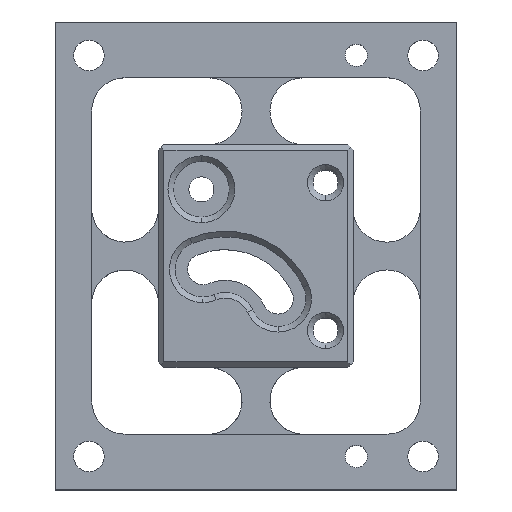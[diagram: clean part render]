
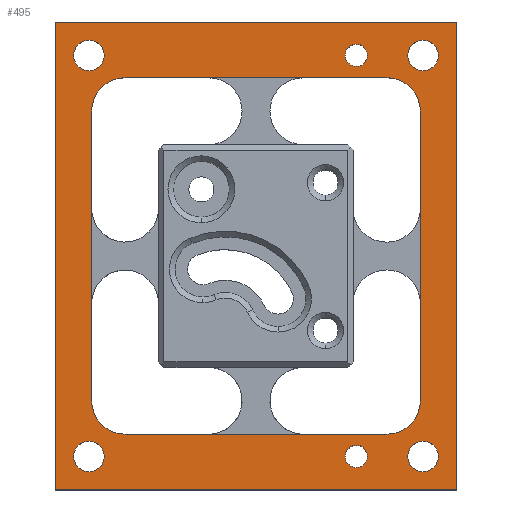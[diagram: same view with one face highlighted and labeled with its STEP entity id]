
A CAD part, top view. The second image highlights one B-rep face of the part: STEP entity #495.
In plain terms, the highlighted planar face has unit normal (0, 0, 1).
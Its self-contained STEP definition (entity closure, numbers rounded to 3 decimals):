
#495=ADVANCED_FACE('',(#1527,#1528,#1529,#1530,#1531,#1532,#1533,#1534),
 #609,.T.);
#609=PLANE('',#3906);
#663=LINE('',#5363,#1095);
#664=LINE('',#5368,#1096);
#665=LINE('',#5372,#1097);
#666=LINE('',#5376,#1098);
#667=LINE('',#5379,#1099);
#668=LINE('',#5382,#1100);
#669=LINE('',#5384,#1101);
#670=LINE('',#5386,#1102);
#1095=VECTOR('',#4254,1.);
#1096=VECTOR('',#4257,1.);
#1097=VECTOR('',#4260,1.);
#1098=VECTOR('',#4263,1.);
#1099=VECTOR('',#4266,1.);
#1100=VECTOR('',#4267,1.);
#1101=VECTOR('',#4268,1.);
#1102=VECTOR('',#4269,1.);
#1527=FACE_BOUND('',#1559,.T.);
#1528=FACE_BOUND('',#1560,.T.);
#1529=FACE_BOUND('',#1561,.T.);
#1530=FACE_BOUND('',#1562,.T.);
#1531=FACE_BOUND('',#1563,.T.);
#1532=FACE_BOUND('',#1564,.T.);
#1533=FACE_BOUND('',#1565,.T.);
#1534=FACE_BOUND('',#1566,.T.);
#1559=EDGE_LOOP('',(#1697,#1698));
#1560=EDGE_LOOP('',(#1699,#1700));
#1561=EDGE_LOOP('',(#1701,#1702));
#1562=EDGE_LOOP('',(#1703,#1704));
#1563=EDGE_LOOP('',(#1705,#1706));
#1564=EDGE_LOOP('',(#1707,#1708));
#1565=EDGE_LOOP('',(#1709,#1710,#1711,#1712,#1713,#1714,#1715,#1716));
#1566=EDGE_LOOP('',(#1717,#1718,#1719,#1720));
#1697=ORIENTED_EDGE('',*,*,#3009,.T.);
#1698=ORIENTED_EDGE('',*,*,#3010,.T.);
#1699=ORIENTED_EDGE('',*,*,#3011,.T.);
#1700=ORIENTED_EDGE('',*,*,#3012,.T.);
#1701=ORIENTED_EDGE('',*,*,#3013,.T.);
#1702=ORIENTED_EDGE('',*,*,#3014,.T.);
#1703=ORIENTED_EDGE('',*,*,#3015,.T.);
#1704=ORIENTED_EDGE('',*,*,#3016,.T.);
#1705=ORIENTED_EDGE('',*,*,#3017,.T.);
#1706=ORIENTED_EDGE('',*,*,#3018,.T.);
#1707=ORIENTED_EDGE('',*,*,#3019,.T.);
#1708=ORIENTED_EDGE('',*,*,#3020,.T.);
#1709=ORIENTED_EDGE('',*,*,#3021,.T.);
#1710=ORIENTED_EDGE('',*,*,#3022,.T.);
#1711=ORIENTED_EDGE('',*,*,#3023,.T.);
#1712=ORIENTED_EDGE('',*,*,#3024,.T.);
#1713=ORIENTED_EDGE('',*,*,#3025,.T.);
#1714=ORIENTED_EDGE('',*,*,#3026,.T.);
#1715=ORIENTED_EDGE('',*,*,#3027,.T.);
#1716=ORIENTED_EDGE('',*,*,#3028,.T.);
#1717=ORIENTED_EDGE('',*,*,#3029,.T.);
#1718=ORIENTED_EDGE('',*,*,#3030,.T.);
#1719=ORIENTED_EDGE('',*,*,#3031,.T.);
#1720=ORIENTED_EDGE('',*,*,#3032,.T.);
#2353=VERTEX_POINT('',#5340);
#2354=VERTEX_POINT('',#5341);
#2355=VERTEX_POINT('',#5344);
#2356=VERTEX_POINT('',#5345);
#2357=VERTEX_POINT('',#5348);
#2358=VERTEX_POINT('',#5349);
#2359=VERTEX_POINT('',#5352);
#2360=VERTEX_POINT('',#5353);
#2361=VERTEX_POINT('',#5356);
#2362=VERTEX_POINT('',#5357);
#2363=VERTEX_POINT('',#5360);
#2364=VERTEX_POINT('',#5361);
#2365=VERTEX_POINT('',#5364);
#2366=VERTEX_POINT('',#5365);
#2367=VERTEX_POINT('',#5367);
#2368=VERTEX_POINT('',#5369);
#2369=VERTEX_POINT('',#5371);
#2370=VERTEX_POINT('',#5373);
#2371=VERTEX_POINT('',#5375);
#2372=VERTEX_POINT('',#5377);
#2373=VERTEX_POINT('',#5380);
#2374=VERTEX_POINT('',#5381);
#2375=VERTEX_POINT('',#5383);
#2376=VERTEX_POINT('',#5385);
#3009=EDGE_CURVE('',#2353,#2354,#3665,.T.);
#3010=EDGE_CURVE('',#2354,#2353,#3666,.T.);
#3011=EDGE_CURVE('',#2355,#2356,#3667,.T.);
#3012=EDGE_CURVE('',#2356,#2355,#3668,.T.);
#3013=EDGE_CURVE('',#2357,#2358,#3669,.T.);
#3014=EDGE_CURVE('',#2358,#2357,#3670,.T.);
#3015=EDGE_CURVE('',#2359,#2360,#3671,.T.);
#3016=EDGE_CURVE('',#2360,#2359,#3672,.T.);
#3017=EDGE_CURVE('',#2361,#2362,#3673,.T.);
#3018=EDGE_CURVE('',#2362,#2361,#3674,.T.);
#3019=EDGE_CURVE('',#2363,#2364,#3675,.T.);
#3020=EDGE_CURVE('',#2364,#2363,#3676,.T.);
#3021=EDGE_CURVE('',#2365,#2366,#663,.T.);
#3022=EDGE_CURVE('',#2366,#2367,#3677,.T.);
#3023=EDGE_CURVE('',#2367,#2368,#664,.T.);
#3024=EDGE_CURVE('',#2368,#2369,#3678,.T.);
#3025=EDGE_CURVE('',#2369,#2370,#665,.T.);
#3026=EDGE_CURVE('',#2370,#2371,#3679,.T.);
#3027=EDGE_CURVE('',#2371,#2372,#666,.T.);
#3028=EDGE_CURVE('',#2372,#2365,#3680,.T.);
#3029=EDGE_CURVE('',#2373,#2374,#667,.T.);
#3030=EDGE_CURVE('',#2374,#2375,#668,.T.);
#3031=EDGE_CURVE('',#2375,#2376,#669,.T.);
#3032=EDGE_CURVE('',#2376,#2373,#670,.T.);
#3665=CIRCLE('',#3890,2.75);
#3666=CIRCLE('',#3891,2.75);
#3667=CIRCLE('',#3892,2.75);
#3668=CIRCLE('',#3893,2.75);
#3669=CIRCLE('',#3894,2.);
#3670=CIRCLE('',#3895,2.);
#3671=CIRCLE('',#3896,2.);
#3672=CIRCLE('',#3897,2.);
#3673=CIRCLE('',#3898,2.75);
#3674=CIRCLE('',#3899,2.75);
#3675=CIRCLE('',#3900,2.75);
#3676=CIRCLE('',#3901,2.75);
#3677=CIRCLE('',#3902,6.);
#3678=CIRCLE('',#3903,6.);
#3679=CIRCLE('',#3904,6.);
#3680=CIRCLE('',#3905,6.);
#3890=AXIS2_PLACEMENT_3D('',#5339,#4230,#4231);
#3891=AXIS2_PLACEMENT_3D('',#5342,#4232,#4233);
#3892=AXIS2_PLACEMENT_3D('',#5343,#4234,#4235);
#3893=AXIS2_PLACEMENT_3D('',#5346,#4236,#4237);
#3894=AXIS2_PLACEMENT_3D('',#5347,#4238,#4239);
#3895=AXIS2_PLACEMENT_3D('',#5350,#4240,#4241);
#3896=AXIS2_PLACEMENT_3D('',#5351,#4242,#4243);
#3897=AXIS2_PLACEMENT_3D('',#5354,#4244,#4245);
#3898=AXIS2_PLACEMENT_3D('',#5355,#4246,#4247);
#3899=AXIS2_PLACEMENT_3D('',#5358,#4248,#4249);
#3900=AXIS2_PLACEMENT_3D('',#5359,#4250,#4251);
#3901=AXIS2_PLACEMENT_3D('',#5362,#4252,#4253);
#3902=AXIS2_PLACEMENT_3D('',#5366,#4255,#4256);
#3903=AXIS2_PLACEMENT_3D('',#5370,#4258,#4259);
#3904=AXIS2_PLACEMENT_3D('',#5374,#4261,#4262);
#3905=AXIS2_PLACEMENT_3D('',#5378,#4264,#4265);
#3906=AXIS2_PLACEMENT_3D('',#5387,#4270,#4271);
#4230=DIRECTION('',(0.,0.,-1.));
#4231=DIRECTION('',(0.,-1.,0.));
#4232=DIRECTION('',(0.,0.,-1.));
#4233=DIRECTION('',(0.,-1.,0.));
#4234=DIRECTION('',(0.,0.,-1.));
#4235=DIRECTION('',(0.,-1.,0.));
#4236=DIRECTION('',(0.,0.,-1.));
#4237=DIRECTION('',(0.,-1.,0.));
#4238=DIRECTION('',(0.,0.,-1.));
#4239=DIRECTION('',(0.,-1.,0.));
#4240=DIRECTION('',(0.,0.,-1.));
#4241=DIRECTION('',(0.,-1.,0.));
#4242=DIRECTION('',(0.,0.,-1.));
#4243=DIRECTION('',(0.,-1.,0.));
#4244=DIRECTION('',(0.,0.,-1.));
#4245=DIRECTION('',(0.,-1.,0.));
#4246=DIRECTION('',(0.,0.,-1.));
#4247=DIRECTION('',(0.,-1.,0.));
#4248=DIRECTION('',(0.,0.,-1.));
#4249=DIRECTION('',(0.,-1.,0.));
#4250=DIRECTION('',(0.,0.,-1.));
#4251=DIRECTION('',(0.,-1.,0.));
#4252=DIRECTION('',(0.,0.,-1.));
#4253=DIRECTION('',(0.,-1.,0.));
#4254=DIRECTION('',(-1.,0.,0.));
#4255=DIRECTION('',(0.,0.,-1.));
#4256=DIRECTION('',(0.,-1.,0.));
#4257=DIRECTION('',(0.,1.,0.));
#4258=DIRECTION('',(0.,0.,-1.));
#4259=DIRECTION('',(0.,-1.,0.));
#4260=DIRECTION('',(1.,0.,0.));
#4261=DIRECTION('',(0.,0.,-1.));
#4262=DIRECTION('',(0.,-1.,0.));
#4263=DIRECTION('',(0.,-1.,0.));
#4264=DIRECTION('',(0.,0.,-1.));
#4265=DIRECTION('',(0.,-1.,0.));
#4266=DIRECTION('',(0.,-1.,0.));
#4267=DIRECTION('',(1.,0.,0.));
#4268=DIRECTION('',(0.,1.,0.));
#4269=DIRECTION('',(-1.,0.,0.));
#4270=DIRECTION('',(0.,0.,1.));
#4271=DIRECTION('',(0.,-1.,0.));
#5339=CARTESIAN_POINT('',(14.,36.,6.));
#5340=CARTESIAN_POINT('',(14.,38.75,6.));
#5341=CARTESIAN_POINT('',(14.,33.25,6.));
#5342=CARTESIAN_POINT('',(14.,36.,6.));
#5343=CARTESIAN_POINT('',(74.,-36.,6.));
#5344=CARTESIAN_POINT('',(74.,-38.75,6.));
#5345=CARTESIAN_POINT('',(74.,-33.25,6.));
#5346=CARTESIAN_POINT('',(74.,-36.,6.));
#5347=CARTESIAN_POINT('',(62.,-36.,6.));
#5348=CARTESIAN_POINT('',(62.,-38.,6.));
#5349=CARTESIAN_POINT('',(62.,-34.,6.));
#5350=CARTESIAN_POINT('',(62.,-36.,6.));
#5351=CARTESIAN_POINT('',(62.,36.,6.));
#5352=CARTESIAN_POINT('',(62.,38.,6.));
#5353=CARTESIAN_POINT('',(62.,34.,6.));
#5354=CARTESIAN_POINT('',(62.,36.,6.));
#5355=CARTESIAN_POINT('',(14.,-36.,6.));
#5356=CARTESIAN_POINT('',(14.,-38.75,6.));
#5357=CARTESIAN_POINT('',(14.,-33.25,6.));
#5358=CARTESIAN_POINT('',(14.,-36.,6.));
#5359=CARTESIAN_POINT('',(74.,36.,6.));
#5360=CARTESIAN_POINT('',(74.,38.75,6.));
#5361=CARTESIAN_POINT('',(74.,33.25,6.));
#5362=CARTESIAN_POINT('',(74.,36.,6.));
#5363=CARTESIAN_POINT('',(44.,-32.,6.));
#5364=CARTESIAN_POINT('',(67.5,-32.,6.));
#5365=CARTESIAN_POINT('',(20.5,-32.,6.));
#5366=CARTESIAN_POINT('',(20.5,-26.,6.));
#5367=CARTESIAN_POINT('',(14.5,-26.,6.));
#5368=CARTESIAN_POINT('',(14.5,0.,6.));
#5369=CARTESIAN_POINT('',(14.5,26.,6.));
#5370=CARTESIAN_POINT('',(20.5,26.,6.));
#5371=CARTESIAN_POINT('',(20.5,32.,6.));
#5372=CARTESIAN_POINT('',(44.,32.,6.));
#5373=CARTESIAN_POINT('',(67.5,32.,6.));
#5374=CARTESIAN_POINT('',(67.5,26.,6.));
#5375=CARTESIAN_POINT('',(73.5,26.,6.));
#5376=CARTESIAN_POINT('',(73.5,0.,6.));
#5377=CARTESIAN_POINT('',(73.5,-26.,6.));
#5378=CARTESIAN_POINT('',(67.5,-26.,6.));
#5379=CARTESIAN_POINT('',(8.,0.,6.));
#5380=CARTESIAN_POINT('',(8.,42.,6.));
#5381=CARTESIAN_POINT('',(8.,-42.,6.));
#5382=CARTESIAN_POINT('',(44.,-42.,6.));
#5383=CARTESIAN_POINT('',(80.,-42.,6.));
#5384=CARTESIAN_POINT('',(80.,0.,6.));
#5385=CARTESIAN_POINT('',(80.,42.,6.));
#5386=CARTESIAN_POINT('',(44.,42.,6.));
#5387=CARTESIAN_POINT('',(44.,0.,6.));
